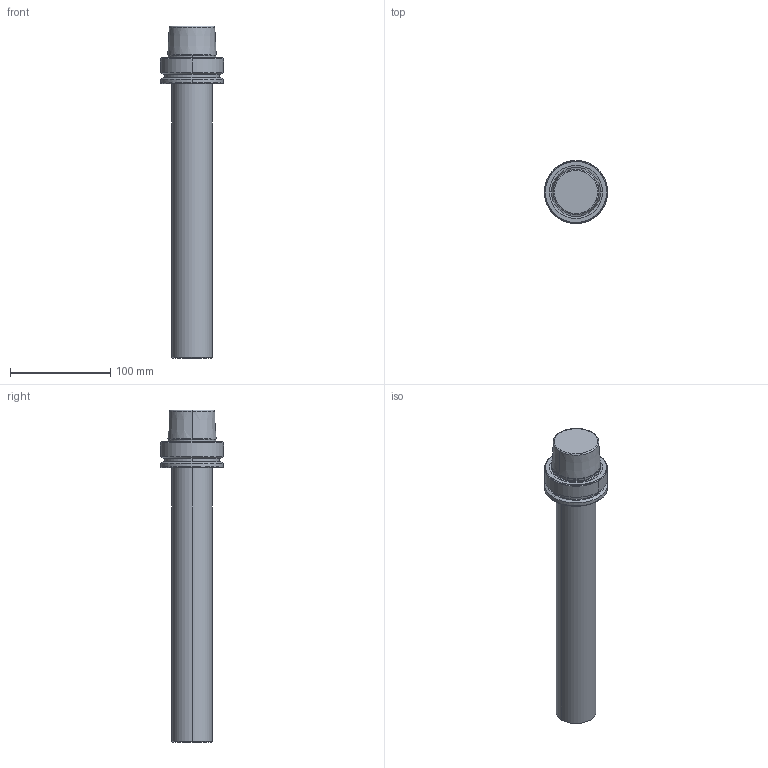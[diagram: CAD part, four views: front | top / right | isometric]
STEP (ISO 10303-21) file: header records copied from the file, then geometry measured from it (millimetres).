
FILE_DESCRIPTION (( 'STEP AP203' ), '1' );
FILE_NAME ('HSK-A 63 MASTER MANDRELL DIA40 L 300.STEP', '2019-05-15T11:16:03', ( '' ), ( '' ), 'SwSTEP 2.0', 'SolidWorks 2014', '' );
FILE_SCHEMA (( 'CONFIG_CONTROL_DESIGN' ));
Length unit declared in the file: millimetre
Products named in the file (1): HSK-A  63 MASTER MANDRELL DIA40 L 300
Bounding box: 63 x 63 x 331.9 mm (x, y, z)
Volume: 476884.2 mm3; surface area: 51042.7 mm2
Topology: 1 solids, 1 shells, 57 faces, 147 edges, 96 vertices
Faces by surface type: bspline 17, cone 16, plane 10, cylinder 10, torus 4
Entity records: 2102 total; most frequent: CARTESIAN_POINT 735, ORIENTED_EDGE 294, DIRECTION 260, EDGE_CURVE 147, AXIS2_PLACEMENT_3D 117, VERTEX_POINT 96, CIRCLE 76, EDGE_LOOP 61
